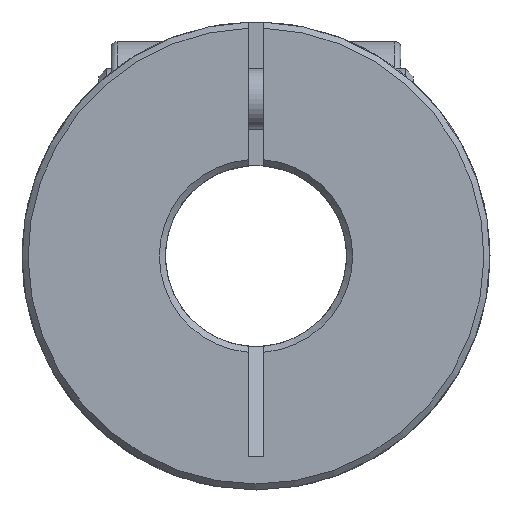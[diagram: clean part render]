
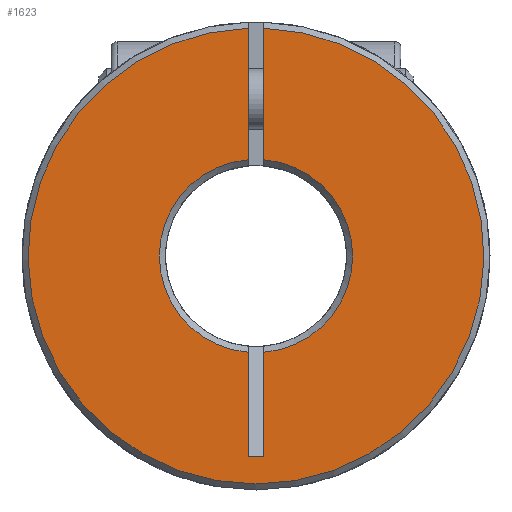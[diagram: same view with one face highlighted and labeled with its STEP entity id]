
A CAD part, left-side view. The second image highlights one B-rep face of the part: STEP entity #1623.
In plain terms, the highlighted planar face has unit normal (-1, 0, 0).
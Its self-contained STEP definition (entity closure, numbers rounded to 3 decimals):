
#116=LINE('',#2624,#184);
#119=LINE('',#2635,#187);
#121=LINE('',#2654,#189);
#125=LINE('',#2675,#193);
#126=LINE('',#2683,#194);
#184=VECTOR('',#2031,1000.);
#187=VECTOR('',#2036,1000.);
#189=VECTOR('',#2044,1000.);
#193=VECTOR('',#2052,1000.);
#194=VECTOR('',#2055,1000.);
#323=ORIENTED_EDGE('',*,*,#709,.T.);
#324=ORIENTED_EDGE('',*,*,#667,.F.);
#325=ORIENTED_EDGE('',*,*,#673,.F.);
#326=ORIENTED_EDGE('',*,*,#682,.T.);
#327=ORIENTED_EDGE('',*,*,#710,.T.);
#328=ORIENTED_EDGE('',*,*,#680,.T.);
#329=ORIENTED_EDGE('',*,*,#711,.F.);
#330=ORIENTED_EDGE('',*,*,#663,.F.);
#663=EDGE_CURVE('',#859,#860,#116,.T.);
#667=EDGE_CURVE('',#863,#864,#119,.T.);
#673=EDGE_CURVE('',#868,#863,#121,.T.);
#680=EDGE_CURVE('',#871,#875,#125,.T.);
#682=EDGE_CURVE('',#868,#876,#126,.T.);
#709=EDGE_CURVE('',#859,#864,#1013,.T.);
#710=EDGE_CURVE('',#876,#871,#1014,.T.);
#711=EDGE_CURVE('',#860,#875,#1015,.T.);
#859=VERTEX_POINT('',#2623);
#860=VERTEX_POINT('',#2625);
#863=VERTEX_POINT('',#2636);
#864=VERTEX_POINT('',#2637);
#868=VERTEX_POINT('',#2653);
#871=VERTEX_POINT('',#2663);
#875=VERTEX_POINT('',#2674);
#876=VERTEX_POINT('',#2681);
#1013=CIRCLE('',#1784,3.2);
#1014=CIRCLE('',#1785,3.2);
#1015=CIRCLE('',#1786,7.55);
#1130=EDGE_LOOP('',(#323,#324,#325,#326,#327,#328,#329,#330));
#1348=FACE_BOUND('',#1130,.T.);
#1551=PLANE('',#1783);
#1623=ADVANCED_FACE('',(#1348),#1551,.F.);
#1783=AXIS2_PLACEMENT_3D('',#2799,#2097,#2098);
#1784=AXIS2_PLACEMENT_3D('',#2800,#2099,#2100);
#1785=AXIS2_PLACEMENT_3D('',#2801,#2101,#2102);
#1786=AXIS2_PLACEMENT_3D('',#2802,#2103,#2104);
#2031=DIRECTION('',(0.,0.,1.));
#2036=DIRECTION('',(0.,0.,1.));
#2044=DIRECTION('',(0.,-1.,0.));
#2052=DIRECTION('',(0.,0.,1.));
#2055=DIRECTION('',(0.,0.,1.));
#2097=DIRECTION('',(1.,0.,0.));
#2098=DIRECTION('',(0.,0.,-1.));
#2099=DIRECTION('',(1.,0.,0.));
#2100=DIRECTION('',(0.,0.,-1.));
#2101=DIRECTION('',(1.,0.,0.));
#2102=DIRECTION('',(0.,0.,-1.));
#2103=DIRECTION('',(1.,0.,0.));
#2104=DIRECTION('',(0.,0.,-1.));
#2623=CARTESIAN_POINT('',(0.,-0.25,3.19));
#2624=CARTESIAN_POINT('',(0.,-0.25,-6.624));
#2625=CARTESIAN_POINT('',(0.,-0.25,7.546));
#2635=CARTESIAN_POINT('',(0.,-0.25,-6.624));
#2636=CARTESIAN_POINT('',(0.,-0.25,-6.624));
#2637=CARTESIAN_POINT('',(0.,-0.25,-3.19));
#2653=CARTESIAN_POINT('',(0.,0.25,-6.624));
#2654=CARTESIAN_POINT('',(0.,0.25,-6.624));
#2663=CARTESIAN_POINT('',(0.,0.25,3.19));
#2674=CARTESIAN_POINT('',(0.,0.25,7.546));
#2675=CARTESIAN_POINT('',(0.,0.25,-6.624));
#2681=CARTESIAN_POINT('',(0.,0.25,-3.19));
#2683=CARTESIAN_POINT('',(0.,0.25,-6.624));
#2799=CARTESIAN_POINT('',(0.,0.,0.));
#2800=CARTESIAN_POINT('',(0.,0.,0.));
#2801=CARTESIAN_POINT('',(0.,0.,0.));
#2802=CARTESIAN_POINT('',(0.,0.,0.));
